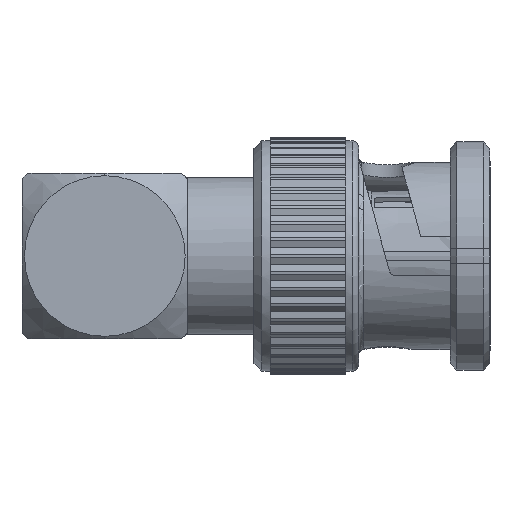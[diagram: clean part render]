
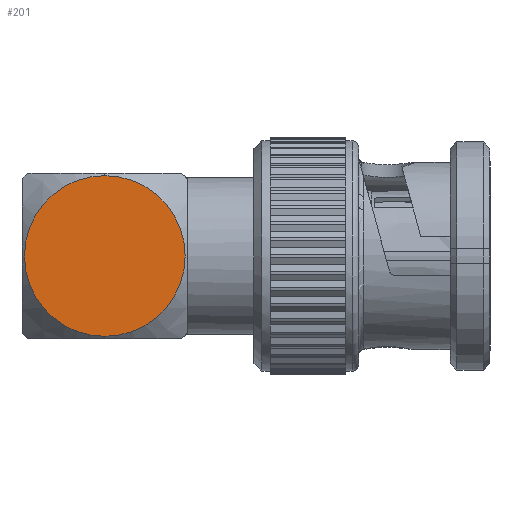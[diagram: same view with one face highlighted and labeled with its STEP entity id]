
A CAD part, left-side view. The second image highlights one B-rep face of the part: STEP entity #201.
In plain terms, the highlighted face is planar.
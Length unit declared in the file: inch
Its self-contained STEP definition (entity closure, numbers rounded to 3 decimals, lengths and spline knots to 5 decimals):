
#201 = ADVANCED_FACE ( 'NONE', ( #13383 ), #9693, .T. ) ;
#228 = DIRECTION ( 'NONE',  ( 0., -1., 0. ) ) ;
#1355 = DIRECTION ( 'NONE',  ( -1., 0., 0. ) ) ;
#1425 = ORIENTED_EDGE ( 'NONE', *, *, #8094, .F. ) ;
#2436 = CARTESIAN_POINT ( 'NONE',  ( 0.8248, 0., -0.19685 ) ) ;
#2869 = DIRECTION ( 'NONE',  ( 0., 0., 1. ) ) ;
#3694 = CARTESIAN_POINT ( 'NONE',  ( 0.8248, 0., -0.19685 ) ) ;
#4032 = CIRCLE ( 'NONE', #5003, 0.19094 ) ;
#5003 = AXIS2_PLACEMENT_3D ( 'NONE', #2436, #1355, #10641 ) ;
#6462 = CARTESIAN_POINT ( 'NONE',  ( 0.8248, 0., -0.00591 ) ) ;
#6582 = CARTESIAN_POINT ( 'NONE',  ( 0.8248, -0.19094, -0.19685 ) ) ;
#7225 = CARTESIAN_POINT ( 'NONE',  ( 0.8248, 0.19094, -0.19685 ) ) ;
#7259 = EDGE_CURVE ( 'NONE', #12351, #10541, #9948, .T. ) ;
#8094 = EDGE_CURVE ( 'NONE', #10541, #12351, #4032, .T. ) ;
#9693 = PLANE ( 'NONE',  #14756 ) ;
#9948 = CIRCLE ( 'NONE', #12885, 0.19094 ) ;
#9993 = DIRECTION ( 'NONE',  ( 1., 0., 0. ) ) ;
#10338 = EDGE_LOOP ( 'NONE', ( #1425, #13361 ) ) ;
#10541 = VERTEX_POINT ( 'NONE', #6582 ) ;
#10641 = DIRECTION ( 'NONE',  ( 0., -1., 0. ) ) ;
#12351 = VERTEX_POINT ( 'NONE', #7225 ) ;
#12885 = AXIS2_PLACEMENT_3D ( 'NONE', #3694, #14143, #228 ) ;
#13361 = ORIENTED_EDGE ( 'NONE', *, *, #7259, .F. ) ;
#13383 = FACE_OUTER_BOUND ( 'NONE', #10338, .T. ) ;
#14143 = DIRECTION ( 'NONE',  ( -1., 0., 0. ) ) ;
#14756 = AXIS2_PLACEMENT_3D ( 'NONE', #6462, #9993, #2869 ) ;
